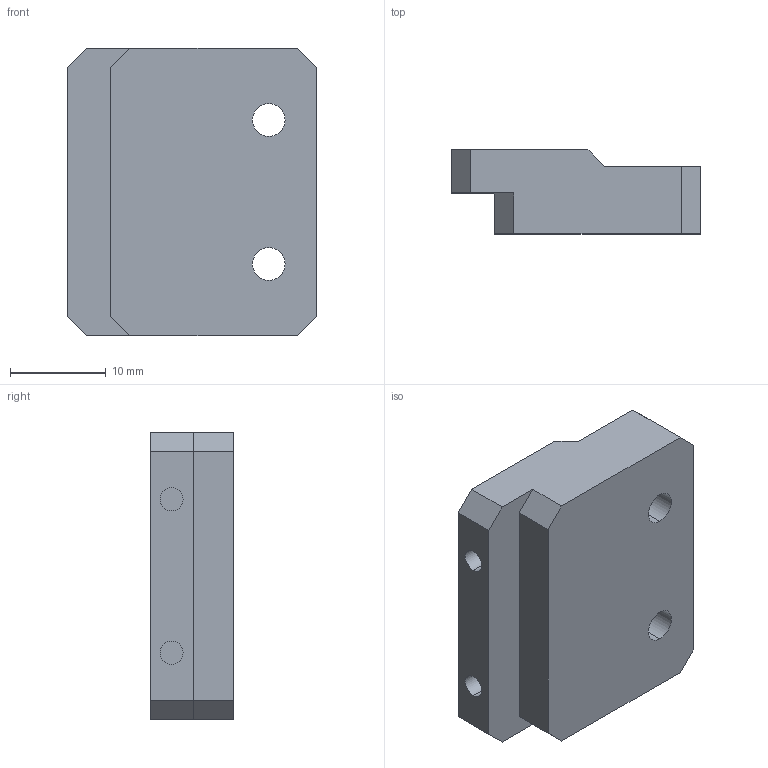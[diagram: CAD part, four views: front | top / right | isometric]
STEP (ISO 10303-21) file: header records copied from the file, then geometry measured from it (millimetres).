
FILE_DESCRIPTION (( 'STEP AP203' ), '1' );
FILE_NAME ('Y轴皮带连接块.STEP', '2023-01-06T08:19:07', ( '个人用户' ), ( '微软中国' ), 'SwSTEP 2.0', 'SolidWorks 2019', '' );
FILE_SCHEMA (( 'CONFIG_CONTROL_DESIGN' ));
Length unit declared in the file: millimetre
Products named in the file (1): Y粣々湍蟀諉輸
Bounding box: 26 x 8.75 x 30 mm (x, y, z)
Volume: 5189.4 mm3; surface area: 2768.1 mm2
Topology: 1 solids, 1 shells, 53 faces, 138 edges, 92 vertices
Faces by surface type: plane 41, cylinder 12
Entity records: 1709 total; most frequent: CARTESIAN_POINT 284, ORIENTED_EDGE 276, DIRECTION 270, EDGE_CURVE 138, VECTOR 114, LINE 114, VERTEX_POINT 92, AXIS2_PLACEMENT_3D 78
